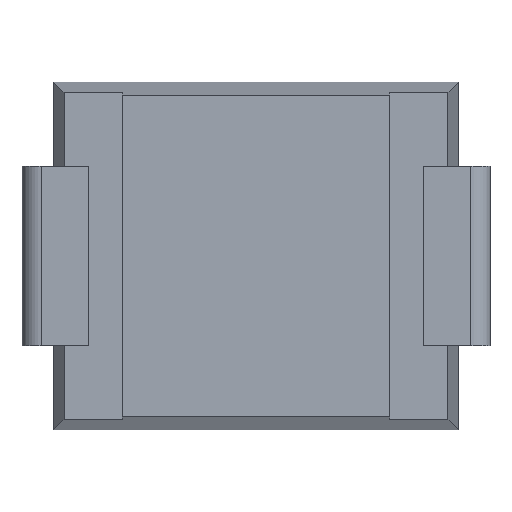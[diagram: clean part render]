
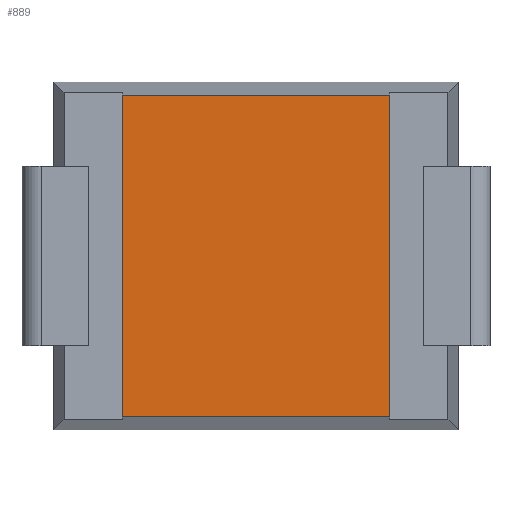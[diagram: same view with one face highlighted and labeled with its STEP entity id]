
A CAD part, front view. The second image highlights one B-rep face of the part: STEP entity #889.
In plain terms, the highlighted planar face has unit normal (0, -1, 0).
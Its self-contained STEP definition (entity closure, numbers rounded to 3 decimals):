
#889 = ADVANCED_FACE('',(#890),#924,.T.);
#890 = FACE_BOUND('',#891,.T.);
#891 = EDGE_LOOP('',(#892,#902,#910,#918));
#892 = ORIENTED_EDGE('',*,*,#893,.F.);
#893 = EDGE_CURVE('',#894,#896,#898,.T.);
#894 = VERTEX_POINT('',#895);
#895 = CARTESIAN_POINT('',(-2.275,0.2,-2.734));
#896 = VERTEX_POINT('',#897);
#897 = CARTESIAN_POINT('',(-2.275,0.2,2.734));
#898 = LINE('',#899,#900);
#899 = CARTESIAN_POINT('',(-2.275,0.2,0.));
#900 = VECTOR('',#901,1.);
#901 = DIRECTION('',(0.,0.,1.));
#902 = ORIENTED_EDGE('',*,*,#903,.T.);
#903 = EDGE_CURVE('',#894,#904,#906,.T.);
#904 = VERTEX_POINT('',#905);
#905 = CARTESIAN_POINT('',(2.275,0.2,-2.734));
#906 = LINE('',#907,#908);
#907 = CARTESIAN_POINT('',(0.,0.2,-2.734));
#908 = VECTOR('',#909,1.);
#909 = DIRECTION('',(1.,0.,0.));
#910 = ORIENTED_EDGE('',*,*,#911,.F.);
#911 = EDGE_CURVE('',#912,#904,#914,.T.);
#912 = VERTEX_POINT('',#913);
#913 = CARTESIAN_POINT('',(2.275,0.2,2.734));
#914 = LINE('',#915,#916);
#915 = CARTESIAN_POINT('',(2.275,0.2,0.));
#916 = VECTOR('',#917,1.);
#917 = DIRECTION('',(0.,0.,-1.));
#918 = ORIENTED_EDGE('',*,*,#919,.T.);
#919 = EDGE_CURVE('',#912,#896,#920,.T.);
#920 = LINE('',#921,#922);
#921 = CARTESIAN_POINT('',(0.,0.2,2.734));
#922 = VECTOR('',#923,1.);
#923 = DIRECTION('',(-1.,0.,0.));
#924 = PLANE('',#925);
#925 = AXIS2_PLACEMENT_3D('',#926,#927,#928);
#926 = CARTESIAN_POINT('',(0.,0.2,0.));
#927 = DIRECTION('',(0.,-1.,0.));
#928 = DIRECTION('',(0.,0.,-1.));
